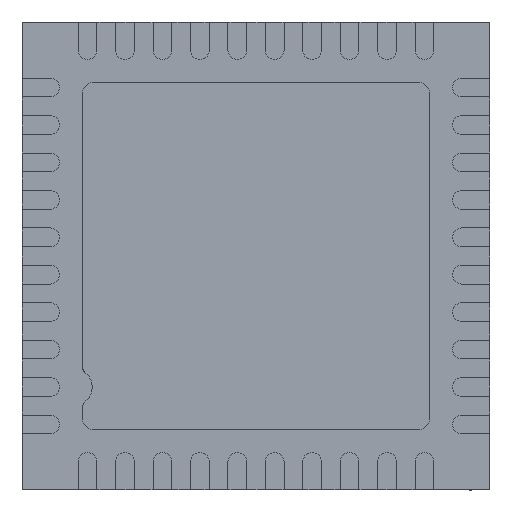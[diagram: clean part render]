
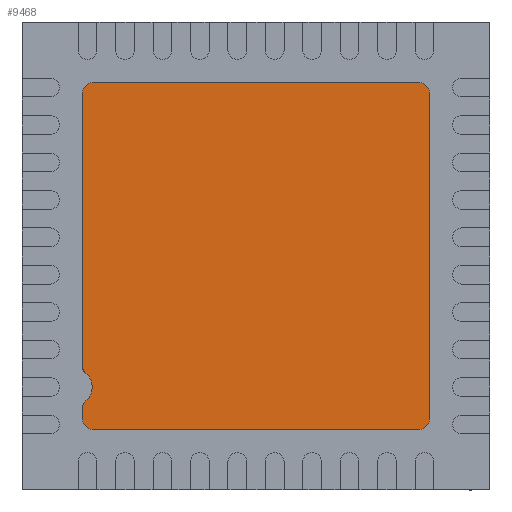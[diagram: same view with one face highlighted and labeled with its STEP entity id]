
A CAD part, front view. The second image highlights one B-rep face of the part: STEP entity #9468.
In plain terms, the highlighted planar face has unit normal (0, -1, 0).
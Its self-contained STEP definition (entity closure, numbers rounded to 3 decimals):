
#43 = DIRECTION ( 'NONE',  ( 0., 0., 1. ) ) ;
#133 = CARTESIAN_POINT ( 'NONE',  ( -1.8, 0., -1.6 ) ) ;
#390 = EDGE_CURVE ( 'NONE', #12605, #3179, #7439, .T. ) ;
#978 = ORIENTED_EDGE ( 'NONE', *, *, #9346, .T. ) ;
#1641 = CARTESIAN_POINT ( 'NONE',  ( -1.8, 0., -1.2 ) ) ;
#1670 = DIRECTION ( 'NONE',  ( -1., 0., 0. ) ) ;
#1732 = VERTEX_POINT ( 'NONE', #5845 ) ;
#1835 = ORIENTED_EDGE ( 'NONE', *, *, #7842, .T. ) ;
#2023 = DIRECTION ( 'NONE',  ( 0., 0., -1. ) ) ;
#2189 = VERTEX_POINT ( 'NONE', #9491 ) ;
#2369 = CARTESIAN_POINT ( 'NONE',  ( 1.75, 0., -1.85 ) ) ;
#2536 = CARTESIAN_POINT ( 'NONE',  ( 1.85, 0., 1.75 ) ) ;
#3020 = VERTEX_POINT ( 'NONE', #10608 ) ;
#3118 = VERTEX_POINT ( 'NONE', #12107 ) ;
#3179 = VERTEX_POINT ( 'NONE', #5031 ) ;
#3180 = LINE ( 'NONE', #10691, #9448 ) ;
#3574 = ORIENTED_EDGE ( 'NONE', *, *, #8265, .T. ) ;
#3625 = CARTESIAN_POINT ( 'NONE',  ( 1.75, 0., 1.75 ) ) ;
#3741 = ORIENTED_EDGE ( 'NONE', *, *, #390, .T. ) ;
#3749 = DIRECTION ( 'NONE',  ( 0., 1., 0. ) ) ;
#3860 = CARTESIAN_POINT ( 'NONE',  ( -1.95, 0., -1.4 ) ) ;
#3901 = CARTESIAN_POINT ( 'NONE',  ( -1.75, 0., -1.75 ) ) ;
#4062 = DIRECTION ( 'NONE',  ( 0., 0., 1. ) ) ;
#4211 = VERTEX_POINT ( 'NONE', #5646 ) ;
#4222 = CARTESIAN_POINT ( 'NONE',  ( 1.85, 0., -1.75 ) ) ;
#4358 = ORIENTED_EDGE ( 'NONE', *, *, #9882, .T. ) ;
#4417 = CARTESIAN_POINT ( 'NONE',  ( -1.83, 0., -1.24 ) ) ;
#4511 = ORIENTED_EDGE ( 'NONE', *, *, #8057, .T. ) ;
#4524 = AXIS2_PLACEMENT_3D ( 'NONE', #133, #12351, #7280 ) ;
#4734 = DIRECTION ( 'NONE',  ( 0., 0., -1. ) ) ;
#4985 = VECTOR ( 'NONE', #1670, 1000. ) ;
#5031 = CARTESIAN_POINT ( 'NONE',  ( -1.83, 0., -1.56 ) ) ;
#5139 = ORIENTED_EDGE ( 'NONE', *, *, #6830, .T. ) ;
#5173 = DIRECTION ( 'NONE',  ( 0., 0., -1. ) ) ;
#5646 = CARTESIAN_POINT ( 'NONE',  ( -1.85, 0., 1.75 ) ) ;
#5845 = CARTESIAN_POINT ( 'NONE',  ( -1.75, 0., -1.85 ) ) ;
#6200 = VERTEX_POINT ( 'NONE', #2536 ) ;
#6576 = AXIS2_PLACEMENT_3D ( 'NONE', #14277, #8220, #9388 ) ;
#6636 = EDGE_CURVE ( 'NONE', #1732, #13895, #7443, .T. ) ;
#6830 = EDGE_CURVE ( 'NONE', #3118, #3020, #12383, .T. ) ;
#6954 = EDGE_CURVE ( 'NONE', #3020, #4211, #7046, .T. ) ;
#7046 = CIRCLE ( 'NONE', #7326, 0.1 ) ;
#7280 = DIRECTION ( 'NONE',  ( 0., 0., -1. ) ) ;
#7320 = CARTESIAN_POINT ( 'NONE',  ( 1.75, 0., 1.75 ) ) ;
#7326 = AXIS2_PLACEMENT_3D ( 'NONE', #9257, #13168, #2023 ) ;
#7439 = CIRCLE ( 'NONE', #13970, 0.2 ) ;
#7443 = LINE ( 'NONE', #14509, #9739 ) ;
#7707 = DIRECTION ( 'NONE',  ( 0., 0., 1. ) ) ;
#7842 = EDGE_CURVE ( 'NONE', #15012, #6200, #14665, .T. ) ;
#7959 = CIRCLE ( 'NONE', #4524, 0.05 ) ;
#8034 = ORIENTED_EDGE ( 'NONE', *, *, #10409, .T. ) ;
#8055 = ORIENTED_EDGE ( 'NONE', *, *, #6954, .T. ) ;
#8057 = EDGE_CURVE ( 'NONE', #2189, #11060, #13496, .T. ) ;
#8220 = DIRECTION ( 'NONE',  ( 0., -1., 0. ) ) ;
#8265 = EDGE_CURVE ( 'NONE', #3179, #2189, #7959, .T. ) ;
#8407 = AXIS2_PLACEMENT_3D ( 'NONE', #7320, #13505, #8558 ) ;
#8500 = VERTEX_POINT ( 'NONE', #11642 ) ;
#8558 = DIRECTION ( 'NONE',  ( 0., 0., -1. ) ) ;
#8644 = CARTESIAN_POINT ( 'NONE',  ( 1.85, 0., -1.75 ) ) ;
#8830 = ORIENTED_EDGE ( 'NONE', *, *, #10850, .T. ) ;
#9257 = CARTESIAN_POINT ( 'NONE',  ( -1.75, 0., 1.75 ) ) ;
#9346 = EDGE_CURVE ( 'NONE', #4211, #8500, #3180, .T. ) ;
#9388 = DIRECTION ( 'NONE',  ( 0., 0., -1. ) ) ;
#9448 = VECTOR ( 'NONE', #4734, 1000. ) ;
#9468 = ADVANCED_FACE ( 'NONE', ( #13997 ), #13407, .T. ) ;
#9491 = CARTESIAN_POINT ( 'NONE',  ( -1.85, 0., -1.6 ) ) ;
#9739 = VECTOR ( 'NONE', #15672, 1000. ) ;
#9882 = EDGE_CURVE ( 'NONE', #13895, #15012, #11501, .T. ) ;
#10186 = CARTESIAN_POINT ( 'NONE',  ( -1.85, 0., -1.75 ) ) ;
#10248 = CARTESIAN_POINT ( 'NONE',  ( 1.75, 0., 1.85 ) ) ;
#10409 = EDGE_CURVE ( 'NONE', #8500, #12605, #14738, .T. ) ;
#10608 = CARTESIAN_POINT ( 'NONE',  ( -1.75, 0., 1.85 ) ) ;
#10691 = CARTESIAN_POINT ( 'NONE',  ( -1.85, 0., -1.2 ) ) ;
#10692 = EDGE_CURVE ( 'NONE', #6200, #3118, #13248, .T. ) ;
#10850 = EDGE_CURVE ( 'NONE', #11060, #1732, #11499, .T. ) ;
#11060 = VERTEX_POINT ( 'NONE', #13202 ) ;
#11424 = DIRECTION ( 'NONE',  ( 0., -1., 0. ) ) ;
#11499 = CIRCLE ( 'NONE', #14439, 0.1 ) ;
#11501 = CIRCLE ( 'NONE', #6576, 0.1 ) ;
#11605 = DIRECTION ( 'NONE',  ( 0., 0., -1. ) ) ;
#11642 = CARTESIAN_POINT ( 'NONE',  ( -1.85, 0., -1.2 ) ) ;
#11815 = EDGE_LOOP ( 'NONE', ( #14124, #5139, #8055, #978, #8034, #3741, #3574, #4511, #8830, #12188, #4358, #1835 ) ) ;
#12107 = CARTESIAN_POINT ( 'NONE',  ( 1.75, 0., 1.85 ) ) ;
#12176 = VECTOR ( 'NONE', #11605, 1000. ) ;
#12188 = ORIENTED_EDGE ( 'NONE', *, *, #6636, .T. ) ;
#12302 = DIRECTION ( 'NONE',  ( 0., 0., -1. ) ) ;
#12351 = DIRECTION ( 'NONE',  ( 0., -1., 0. ) ) ;
#12383 = LINE ( 'NONE', #10248, #4985 ) ;
#12405 = DIRECTION ( 'NONE',  ( 0., -1., 0. ) ) ;
#12605 = VERTEX_POINT ( 'NONE', #4417 ) ;
#13168 = DIRECTION ( 'NONE',  ( 0., -1., 0. ) ) ;
#13202 = CARTESIAN_POINT ( 'NONE',  ( -1.85, 0., -1.75 ) ) ;
#13248 = CIRCLE ( 'NONE', #13635, 0.1 ) ;
#13407 = PLANE ( 'NONE',  #8407 ) ;
#13496 = LINE ( 'NONE', #10186, #12176 ) ;
#13505 = DIRECTION ( 'NONE',  ( 0., -1., 0. ) ) ;
#13635 = AXIS2_PLACEMENT_3D ( 'NONE', #3625, #14525, #12302 ) ;
#13662 = AXIS2_PLACEMENT_3D ( 'NONE', #1641, #11424, #4062 ) ;
#13895 = VERTEX_POINT ( 'NONE', #2369 ) ;
#13970 = AXIS2_PLACEMENT_3D ( 'NONE', #3860, #3749, #5173 ) ;
#13997 = FACE_OUTER_BOUND ( 'NONE', #11815, .T. ) ;
#14124 = ORIENTED_EDGE ( 'NONE', *, *, #10692, .T. ) ;
#14277 = CARTESIAN_POINT ( 'NONE',  ( 1.75, 0., -1.75 ) ) ;
#14439 = AXIS2_PLACEMENT_3D ( 'NONE', #3901, #12405, #7707 ) ;
#14509 = CARTESIAN_POINT ( 'NONE',  ( 1.75, 0., -1.85 ) ) ;
#14525 = DIRECTION ( 'NONE',  ( 0., -1., 0. ) ) ;
#14665 = LINE ( 'NONE', #8644, #15232 ) ;
#14738 = CIRCLE ( 'NONE', #13662, 0.05 ) ;
#15012 = VERTEX_POINT ( 'NONE', #4222 ) ;
#15232 = VECTOR ( 'NONE', #43, 1000. ) ;
#15672 = DIRECTION ( 'NONE',  ( 1., 0., 0. ) ) ;
